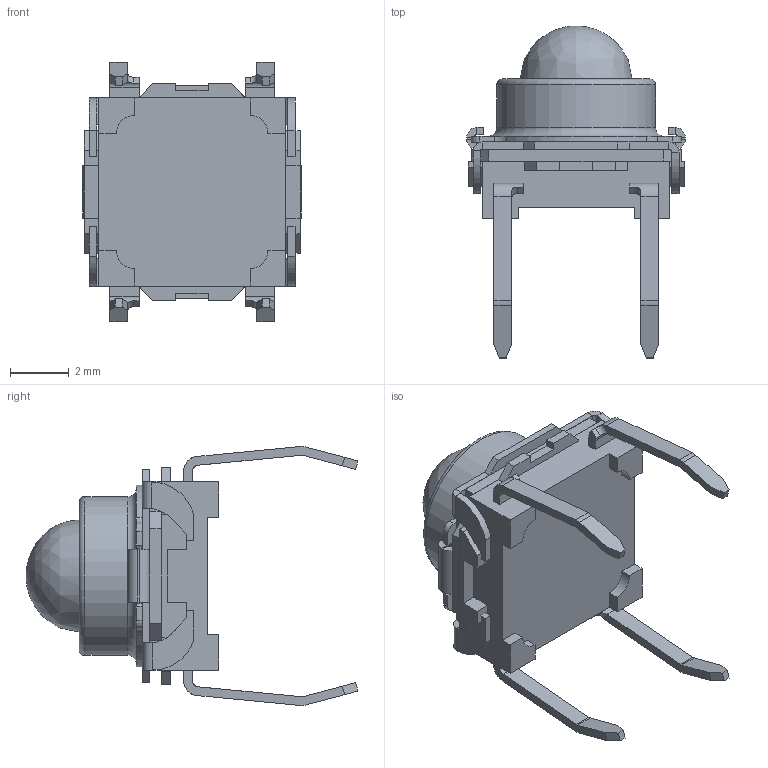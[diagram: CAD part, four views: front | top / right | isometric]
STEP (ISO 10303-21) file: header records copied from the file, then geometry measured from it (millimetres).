
FILE_DESCRIPTION(/* description */ (''),/* implementation_level */ '2;1');
FILE_NAME(/* name */ '3347 Metal Ball Tactile Button 6mm.step',/* time_stamp */ '2020-02-23T00:57:15-08:00',/* author */ (''),/* organization */ (''),/* preprocessor_version */ 'ST-DEVELOPER v18',/* originating_system */ 'Autodesk Translation Framework v8.12.0.6',/* authorisation */ '');
FILE_SCHEMA (('AUTOMOTIVE_DESIGN { 1 0 10303 214 3 1 1 }'));
Length unit declared in the file: millimetre
Products named in the file (4): 3347 Metal Ball Tactile Button 6mm; Component1; Pin A; Pin B
Assembly tree (5 placements, depth 3):
  3347 Metal Ball Tactile Button 6mm
    Component1
      Pin A  x2
      Pin B  x2
Bounding box: 7.44 x 11.29 x 8.81 mm (x, y, z)
Volume: 117.3 mm3; surface area: 569.2 mm2
Topology: 9 solids, 9 shells, 292 faces, 765 edges, 492 vertices
Faces by surface type: plane 221, cylinder 67, bspline 2, torus 2
Full cylindrical faces by diameter (mm): 3.6 x1, 3.8 x1, 3.9 x1, 5 x1, 5.4 x1
Entity records: 7930 total; most frequent: CARTESIAN_POINT 1480, ORIENTED_EDGE 1322, DIRECTION 1309, EDGE_CURVE 661, LINE 523, VECTOR 523, VERTEX_POINT 424, AXIS2_PLACEMENT_3D 393
